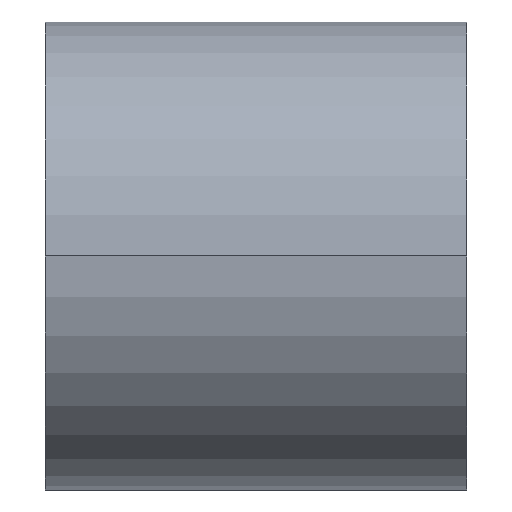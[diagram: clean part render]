
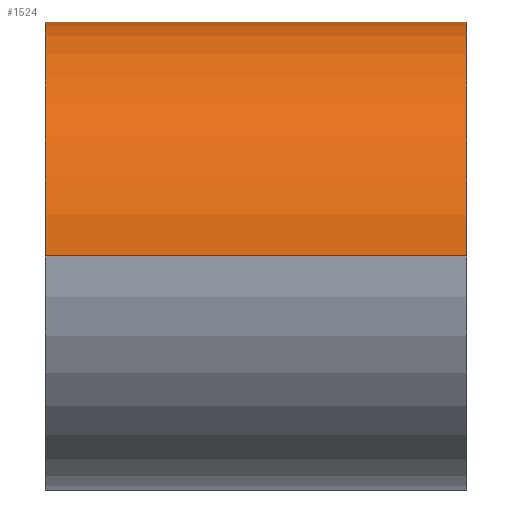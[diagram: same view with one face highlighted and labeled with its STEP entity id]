
A CAD part, left-side view. The second image highlights one B-rep face of the part: STEP entity #1524.
In plain terms, the highlighted cylindrical face has radius 5 mm (diameter 10 mm), a partial arc.
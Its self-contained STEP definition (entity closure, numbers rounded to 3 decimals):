
#1 = CARTESIAN_POINT ( 'NONE',  ( 4.997, 2.793, 0.192 ) ) ;
#2 = CARTESIAN_POINT ( 'NONE',  ( 5., 2.8, 0.048 ) ) ;
#33 = VERTEX_POINT ( 'NONE', #1848 ) ;
#42 = VERTEX_POINT ( 'NONE', #1853 ) ;
#44 = VERTEX_POINT ( 'NONE', #1861 ) ;
#52 = VERTEX_POINT ( 'NONE', #1847 ) ;
#58 = VERTEX_POINT ( 'NONE', #1869 ) ;
#59 = VERTEX_POINT ( 'NONE', #1872 ) ;
#79 = CARTESIAN_POINT ( 'NONE',  ( 5., 2.8, 0. ) ) ;
#159 = AXIS2_PLACEMENT_3D ( 'NONE', #438, #437, #435 ) ;
#207 = VECTOR ( 'NONE', #1955, 1000. ) ;
#243 = CIRCLE ( 'NONE', #244, 5. ) ;
#244 = AXIS2_PLACEMENT_3D ( 'NONE', #920, #921, #922 ) ;
#245 = CIRCLE ( 'NONE', #248, 5. ) ;
#246 = VECTOR ( 'NONE', #924, 1000. ) ;
#248 = AXIS2_PLACEMENT_3D ( 'NONE', #925, #926, #927 ) ;
#256 = VECTOR ( 'NONE', #1944, 1000. ) ;
#353 = VERTEX_POINT ( 'NONE', #1880 ) ;
#361 = B_SPLINE_CURVE_WITH_KNOTS ( 'NONE', 3,
 ( #482, #483, #1, #1659, #2, #79 ),
 .UNSPECIFIED., .F., .F.,
 ( 4, 2, 4 ),
 ( 0.017, 0.017, 0.017 ),
 .UNSPECIFIED. ) ;
#435 = DIRECTION ( 'NONE',  ( 1., 0., 0. ) ) ;
#437 = DIRECTION ( 'NONE',  ( 0., -1., 0. ) ) ;
#438 = CARTESIAN_POINT ( 'NONE',  ( 0., -7., 0. ) ) ;
#482 = CARTESIAN_POINT ( 'NONE',  ( 4.992, 2.783, 0.288 ) ) ;
#483 = CARTESIAN_POINT ( 'NONE',  ( 4.994, 2.789, 0.24 ) ) ;
#495 = ORIENTED_EDGE ( 'NONE', *, *, #1538, .F. ) ;
#498 = ORIENTED_EDGE ( 'NONE', *, *, #1563, .T. ) ;
#512 = ORIENTED_EDGE ( 'NONE', *, *, #1536, .F. ) ;
#514 = ORIENTED_EDGE ( 'NONE', *, *, #1537, .T. ) ;
#590 = ORIENTED_EDGE ( 'NONE', *, *, #1567, .F. ) ;
#591 = ORIENTED_EDGE ( 'NONE', *, *, #1566, .T. ) ;
#593 = ORIENTED_EDGE ( 'NONE', *, *, #1565, .F. ) ;
#601 = EDGE_LOOP ( 'NONE', ( #593, #591, #590, #495, #498, #514, #512 ) ) ;
#885 = CARTESIAN_POINT ( 'NONE',  ( 5., -2.8, 0. ) ) ;
#886 = CARTESIAN_POINT ( 'NONE',  ( 5., -2.8, 0.177 ) ) ;
#887 = CARTESIAN_POINT ( 'NONE',  ( 4.99, -2.781, 0.354 ) ) ;
#888 = CARTESIAN_POINT ( 'NONE',  ( 4.954, -2.708, 0.695 ) ) ;
#889 = CARTESIAN_POINT ( 'NONE',  ( 4.928, -2.654, 0.859 ) ) ;
#890 = CARTESIAN_POINT ( 'NONE',  ( 4.83, -2.444, 1.334 ) ) ;
#891 = CARTESIAN_POINT ( 'NONE',  ( 4.739, -2.244, 1.614 ) ) ;
#892 = CARTESIAN_POINT ( 'NONE',  ( 4.598, -1.877, 1.967 ) ) ;
#893 = CARTESIAN_POINT ( 'NONE',  ( 4.552, -1.745, 2.072 ) ) ;
#894 = CARTESIAN_POINT ( 'NONE',  ( 4.462, -1.463, 2.258 ) ) ;
#895 = CARTESIAN_POINT ( 'NONE',  ( 4.419, -1.31, 2.34 ) ) ;
#896 = CARTESIAN_POINT ( 'NONE',  ( 4.346, -0.995, 2.474 ) ) ;
#897 = CARTESIAN_POINT ( 'NONE',  ( 4.314, -0.832, 2.527 ) ) ;
#898 = CARTESIAN_POINT ( 'NONE',  ( 4.268, -0.495, 2.605 ) ) ;
#899 = CARTESIAN_POINT ( 'NONE',  ( 4.253, -0.319, 2.63 ) ) ;
#900 = CARTESIAN_POINT ( 'NONE',  ( 4.242, 0.031, 2.647 ) ) ;
#901 = CARTESIAN_POINT ( 'NONE',  ( 4.247, 0.205, 2.64 ) ) ;
#902 = CARTESIAN_POINT ( 'NONE',  ( 4.274, 0.553, 2.595 ) ) ;
#903 = CARTESIAN_POINT ( 'NONE',  ( 4.297, 0.725, 2.557 ) ) ;
#904 = CARTESIAN_POINT ( 'NONE',  ( 4.358, 1.054, 2.453 ) ) ;
#905 = CARTESIAN_POINT ( 'NONE',  ( 4.395, 1.215, 2.386 ) ) ;
#906 = CARTESIAN_POINT ( 'NONE',  ( 4.478, 1.517, 2.226 ) ) ;
#907 = CARTESIAN_POINT ( 'NONE',  ( 4.523, 1.659, 2.134 ) ) ;
#908 = CARTESIAN_POINT ( 'NONE',  ( 4.616, 1.926, 1.925 ) ) ;
#909 = CARTESIAN_POINT ( 'NONE',  ( 4.664, 2.05, 1.807 ) ) ;
#910 = CARTESIAN_POINT ( 'NONE',  ( 4.755, 2.272, 1.552 ) ) ;
#911 = CARTESIAN_POINT ( 'NONE',  ( 4.798, 2.371, 1.415 ) ) ;
#912 = CARTESIAN_POINT ( 'NONE',  ( 4.876, 2.543, 1.118 ) ) ;
#913 = CARTESIAN_POINT ( 'NONE',  ( 4.91, 2.615, 0.959 ) ) ;
#914 = CARTESIAN_POINT ( 'NONE',  ( 4.963, 2.724, 0.633 ) ) ;
#915 = CARTESIAN_POINT ( 'NONE',  ( 4.982, 2.763, 0.464 ) ) ;
#916 = CARTESIAN_POINT ( 'NONE',  ( 4.992, 2.783, 0.288 ) ) ;
#920 = CARTESIAN_POINT ( 'NONE',  ( 0., 4.5, 0. ) ) ;
#921 = DIRECTION ( 'NONE',  ( 0., 1., 0. ) ) ;
#922 = DIRECTION ( 'NONE',  ( 0., 0., -1. ) ) ;
#923 = CARTESIAN_POINT ( 'NONE',  ( -5., -7., 0. ) ) ;
#924 = DIRECTION ( 'NONE',  ( 0., -1., 0. ) ) ;
#925 = CARTESIAN_POINT ( 'NONE',  ( 0., -4.5, 0. ) ) ;
#926 = DIRECTION ( 'NONE',  ( 0., -1., 0. ) ) ;
#927 = DIRECTION ( 'NONE',  ( 0., 0., 1. ) ) ;
#1377 = FACE_OUTER_BOUND ( 'NONE', #601, .T. ) ;
#1378 = CYLINDRICAL_SURFACE ( 'NONE', #159, 5. ) ;
#1389 = LINE ( 'NONE', #1940, #256 ) ;
#1390 = LINE ( 'NONE', #1967, #207 ) ;
#1408 = LINE ( 'NONE', #923, #246 ) ;
#1524 = ADVANCED_FACE ( 'NONE', ( #1377 ), #1378, .T. ) ;
#1536 = EDGE_CURVE ( 'NONE', #44, #42, #1389, .T. ) ;
#1537 = EDGE_CURVE ( 'NONE', #353, #42, #361, .T. ) ;
#1538 = EDGE_CURVE ( 'NONE', #59, #58, #1390, .T. ) ;
#1563 = EDGE_CURVE ( 'NONE', #59, #353, #1928, .T. ) ;
#1565 = EDGE_CURVE ( 'NONE', #33, #44, #243, .T. ) ;
#1566 = EDGE_CURVE ( 'NONE', #33, #52, #1408, .T. ) ;
#1567 = EDGE_CURVE ( 'NONE', #58, #52, #245, .T. ) ;
#1659 = CARTESIAN_POINT ( 'NONE',  ( 4.999, 2.799, 0.096 ) ) ;
#1847 = CARTESIAN_POINT ( 'NONE',  ( -5., -4.5, 0. ) ) ;
#1848 = CARTESIAN_POINT ( 'NONE',  ( -5., 4.5, 0. ) ) ;
#1853 = CARTESIAN_POINT ( 'NONE',  ( 5., 2.8, 0. ) ) ;
#1861 = CARTESIAN_POINT ( 'NONE',  ( 5., 4.5, 0. ) ) ;
#1869 = CARTESIAN_POINT ( 'NONE',  ( 5., -4.5, 0. ) ) ;
#1872 = CARTESIAN_POINT ( 'NONE',  ( 5., -2.8, 0. ) ) ;
#1880 = CARTESIAN_POINT ( 'NONE',  ( 4.992, 2.783, 0.288 ) ) ;
#1928 = B_SPLINE_CURVE_WITH_KNOTS ( 'NONE', 3,
 ( #885, #886, #887, #888, #889, #890, #891, #892, #893, #894, #895, #896, #897, #898, #899, #900, #901, #902, #903, #904, #905, #906, #907, #908, #909, #910, #911, #912, #913, #914, #915, #916 ),
 .UNSPECIFIED., .F., .F.,
 ( 4, 2, 2, 2, 2, 2, 2, 2, 2, 2, 2, 2, 2, 2, 2, 4 ),
 ( 0.009, 0.009, 0.01, 0.011, 0.011, 0.012, 0.012, 0.013, 0.013, 0.014, 0.015, 0.015, 0.016, 0.016, 0.017, 0.017 ),
 .UNSPECIFIED. ) ;
#1940 = CARTESIAN_POINT ( 'NONE',  ( 5., -7., 0. ) ) ;
#1944 = DIRECTION ( 'NONE',  ( 0., -1., 0. ) ) ;
#1955 = DIRECTION ( 'NONE',  ( 0., -1., 0. ) ) ;
#1967 = CARTESIAN_POINT ( 'NONE',  ( 5., -7., 0. ) ) ;
